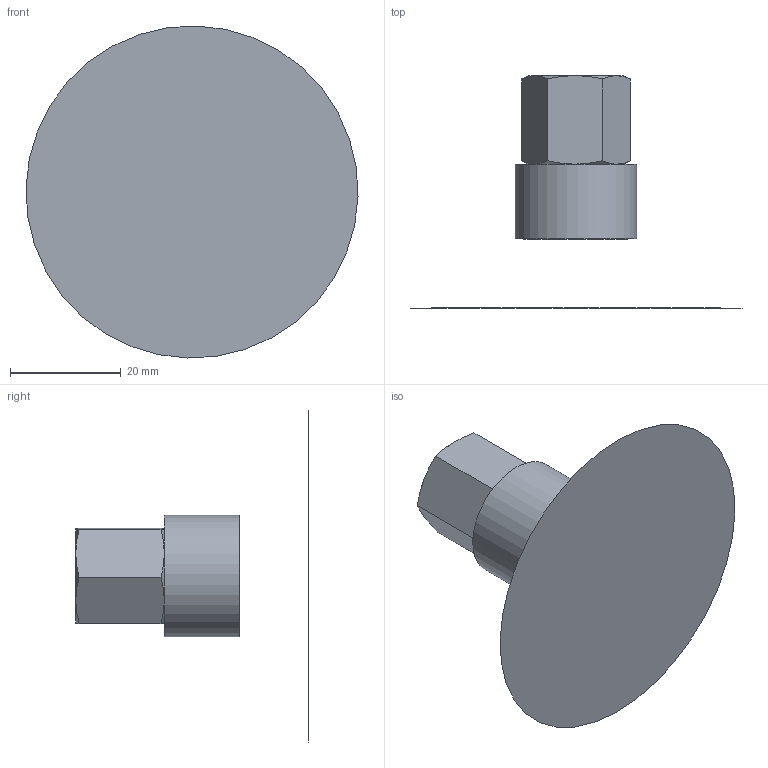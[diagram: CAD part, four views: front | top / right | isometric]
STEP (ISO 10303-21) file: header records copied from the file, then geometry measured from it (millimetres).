
FILE_DESCRIPTION(/* description */ (''),/* implementation_level */ '2;1');
FILE_NAME(/* name */ 'vc60nit_rac7r1-4h.stp',/* time_stamp */ '2020-09-21T14:53:52+02:00',/* author */ ('enginyeria'),/* organization */ (''),/* preprocessor_version */ 'ST-DEVELOPER v17.2',/* originating_system */ 'Autodesk Inventor 2019',/* authorisation */ '');
FILE_SCHEMA (('CONFIG_CONTROL_DESIGN'));
Length unit declared in the file: millimetre
Products named in the file (1): vc60nit_rac7r1-4h
Bounding box: 59.98 x 42 x 59.98 mm (x, y, z)
Volume: 25033.2 mm3; surface area: 8533.2 mm2
Topology: 1 solids, 1 shells, 26 faces, 59 edges, 36 vertices
Faces by surface type: cone 15, plane 9, cylinder 2
Full cylindrical faces by diameter (mm): 13 x1, 22 x1
Entity records: 782 total; most frequent: CARTESIAN_POINT 169, ORIENTED_EDGE 116, DIRECTION 111, EDGE_CURVE 58, AXIS2_PLACEMENT_3D 50, VERTEX_POINT 36, EDGE_LOOP 28, STYLED_ITEM 27
